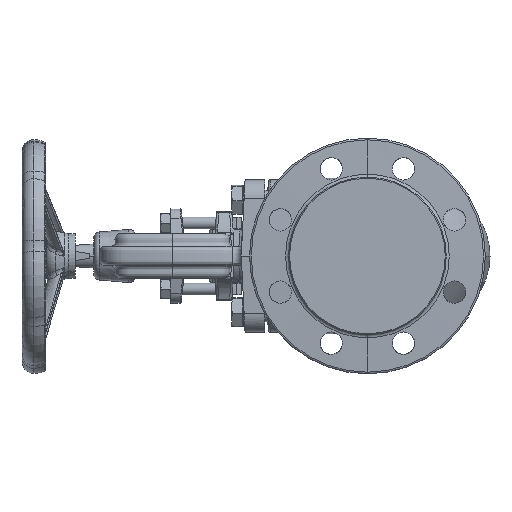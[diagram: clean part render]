
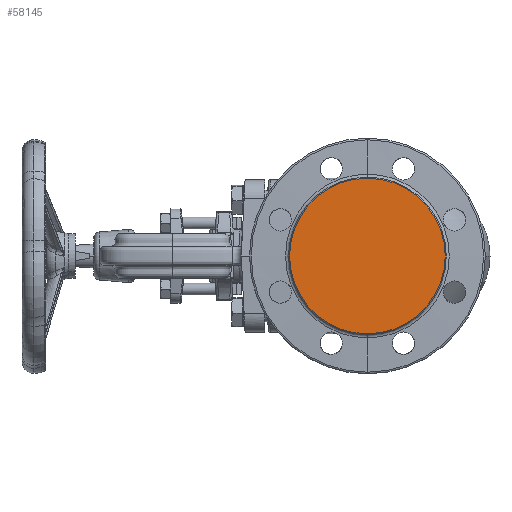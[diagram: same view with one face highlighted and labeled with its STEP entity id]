
A CAD part, left-side view. The second image highlights one B-rep face of the part: STEP entity #58145.
In plain terms, the highlighted planar face has unit normal (-1, 0, 0).
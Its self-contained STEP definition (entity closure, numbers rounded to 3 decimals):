
#686 = AXIS2_PLACEMENT_3D ( 'NONE', #150413, #50269, #112955 ) ;
#761 = EDGE_CURVE ( 'NONE', #137529, #33417, #141089, .T. ) ;
#10187 = CIRCLE ( 'NONE', #103727, 66. ) ;
#14494 = AXIS2_PLACEMENT_3D ( 'NONE', #80662, #153962, #116499 ) ;
#17983 = PLANE ( 'NONE',  #14494 ) ;
#33417 = VERTEX_POINT ( 'NONE', #144598 ) ;
#49733 = ORIENTED_EDGE ( 'NONE', *, *, #761, .F. ) ;
#50269 = DIRECTION ( 'NONE',  ( 1., 0., 0. ) ) ;
#55422 = FACE_OUTER_BOUND ( 'NONE', #133909, .T. ) ;
#58145 = ADVANCED_FACE ( 'NONE', ( #55422 ), #17983, .F. ) ;
#71514 = ORIENTED_EDGE ( 'NONE', *, *, #144671, .F. ) ;
#75852 = CARTESIAN_POINT ( 'NONE',  ( -155., 0., -66. ) ) ;
#80662 = CARTESIAN_POINT ( 'NONE',  ( -155., 0., 0. ) ) ;
#103727 = AXIS2_PLACEMENT_3D ( 'NONE', #130920, #152973, #141559 ) ;
#112955 = DIRECTION ( 'NONE',  ( 0., 0., -1. ) ) ;
#116499 = DIRECTION ( 'NONE',  ( 0., 1., 0. ) ) ;
#130920 = CARTESIAN_POINT ( 'NONE',  ( -155., 0., 0. ) ) ;
#133909 = EDGE_LOOP ( 'NONE', ( #49733, #71514 ) ) ;
#137529 = VERTEX_POINT ( 'NONE', #75852 ) ;
#141089 = CIRCLE ( 'NONE', #686, 66. ) ;
#141559 = DIRECTION ( 'NONE',  ( 0., 0., -1. ) ) ;
#144598 = CARTESIAN_POINT ( 'NONE',  ( -155., 0., 66. ) ) ;
#144671 = EDGE_CURVE ( 'NONE', #33417, #137529, #10187, .T. ) ;
#150413 = CARTESIAN_POINT ( 'NONE',  ( -155., 0., 0. ) ) ;
#152973 = DIRECTION ( 'NONE',  ( 1., 0., 0. ) ) ;
#153962 = DIRECTION ( 'NONE',  ( 1., 0., 0. ) ) ;
